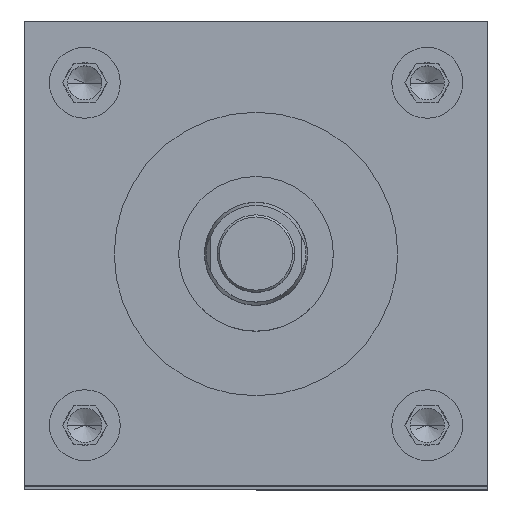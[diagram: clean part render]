
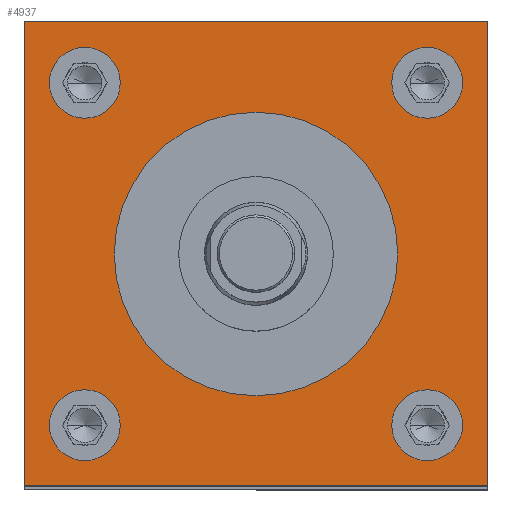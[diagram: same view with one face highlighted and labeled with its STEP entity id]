
A CAD part, top view. The second image highlights one B-rep face of the part: STEP entity #4937.
In plain terms, the highlighted planar face has unit normal (0, 0, 1).
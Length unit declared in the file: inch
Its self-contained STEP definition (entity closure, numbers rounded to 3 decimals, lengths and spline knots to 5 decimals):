
#2 = AXIS2_PLACEMENT_3D ( 'NONE', #3933, #6082, #6114 ) ;
#15 = VECTOR ( 'NONE', #4818, 39.37008 ) ;
#23 = VERTEX_POINT ( 'NONE', #6860 ) ;
#62 = VERTEX_POINT ( 'NONE', #3097 ) ;
#212 = EDGE_LOOP ( 'NONE', ( #2987, #7032 ) ) ;
#238 = CARTESIAN_POINT ( 'NONE',  ( -2.25, -2.25, 22.25 ) ) ;
#252 = ORIENTED_EDGE ( 'NONE', *, *, #7016, .F. ) ;
#258 = CARTESIAN_POINT ( 'NONE',  ( -2.25, 2.25, 22.25 ) ) ;
#274 = LINE ( 'NONE', #238, #6554 ) ;
#291 = DIRECTION ( 'NONE',  ( 0., 0., 1. ) ) ;
#295 = CARTESIAN_POINT ( 'NONE',  ( -1.66, 1.66, 22.25 ) ) ;
#311 = DIRECTION ( 'NONE',  ( 1., 0., 0. ) ) ;
#318 = DIRECTION ( 'NONE',  ( 1., 0., 0. ) ) ;
#370 = CARTESIAN_POINT ( 'NONE',  ( -1.3165, -1.66, 22.25 ) ) ;
#378 = CARTESIAN_POINT ( 'NONE',  ( 1.375, 0., 22.25 ) ) ;
#466 = CIRCLE ( 'NONE', #6456, 0.3435 ) ;
#482 = EDGE_LOOP ( 'NONE', ( #4705, #4056 ) ) ;
#500 = VERTEX_POINT ( 'NONE', #1905 ) ;
#631 = CARTESIAN_POINT ( 'NONE',  ( -2.0035, 1.66, 22.25 ) ) ;
#659 = CARTESIAN_POINT ( 'NONE',  ( -2.25, 2.25, 22.25 ) ) ;
#876 = LINE ( 'NONE', #3117, #15 ) ;
#888 = EDGE_CURVE ( 'NONE', #6300, #2038, #7131, .T. ) ;
#916 = CARTESIAN_POINT ( 'NONE',  ( 2.0035, -1.66, 22.25 ) ) ;
#983 = VECTOR ( 'NONE', #6135, 39.37008 ) ;
#1335 = AXIS2_PLACEMENT_3D ( 'NONE', #295, #3668, #2016 ) ;
#1347 = EDGE_CURVE ( 'NONE', #2038, #6300, #1738, .T. ) ;
#1358 = AXIS2_PLACEMENT_3D ( 'NONE', #659, #6048, #4946 ) ;
#1440 = DIRECTION ( 'NONE',  ( 1., 0., 0. ) ) ;
#1593 = AXIS2_PLACEMENT_3D ( 'NONE', #4743, #6914, #318 ) ;
#1695 = FACE_BOUND ( 'NONE', #3311, .T. ) ;
#1738 = CIRCLE ( 'NONE', #4441, 0.3435 ) ;
#1784 = VERTEX_POINT ( 'NONE', #5794 ) ;
#1864 = EDGE_CURVE ( 'NONE', #5656, #4540, #2008, .T. ) ;
#1868 = DIRECTION ( 'NONE',  ( 1., 0., 0. ) ) ;
#1880 = CARTESIAN_POINT ( 'NONE',  ( 0., 0., 22.25 ) ) ;
#1881 = CIRCLE ( 'NONE', #2702, 1.375 ) ;
#1905 = CARTESIAN_POINT ( 'NONE',  ( -1.375, 0., 22.25 ) ) ;
#1913 = CARTESIAN_POINT ( 'NONE',  ( 1.3165, 1.66, 22.25 ) ) ;
#2008 = CIRCLE ( 'NONE', #1335, 0.3435 ) ;
#2016 = DIRECTION ( 'NONE',  ( 1., 0., 0. ) ) ;
#2038 = VERTEX_POINT ( 'NONE', #3554 ) ;
#2141 = FACE_OUTER_BOUND ( 'NONE', #6384, .T. ) ;
#2160 = CARTESIAN_POINT ( 'NONE',  ( 2.25, -2.25, 22.25 ) ) ;
#2220 = DIRECTION ( 'NONE',  ( 0., 0., 1. ) ) ;
#2308 = LINE ( 'NONE', #6067, #983 ) ;
#2310 = ORIENTED_EDGE ( 'NONE', *, *, #3593, .F. ) ;
#2320 = AXIS2_PLACEMENT_3D ( 'NONE', #4957, #2220, #5057 ) ;
#2333 = VERTEX_POINT ( 'NONE', #370 ) ;
#2368 = DIRECTION ( 'NONE',  ( 0., 0., 1. ) ) ;
#2488 = VECTOR ( 'NONE', #3666, 39.37008 ) ;
#2541 = CIRCLE ( 'NONE', #2, 0.3435 ) ;
#2563 = EDGE_CURVE ( 'NONE', #1784, #2333, #6221, .T. ) ;
#2575 = DIRECTION ( 'NONE',  ( 0., 0., 1. ) ) ;
#2668 = CIRCLE ( 'NONE', #2320, 0.3435 ) ;
#2702 = AXIS2_PLACEMENT_3D ( 'NONE', #4434, #7029, #4864 ) ;
#2982 = EDGE_LOOP ( 'NONE', ( #2310, #252 ) ) ;
#2987 = ORIENTED_EDGE ( 'NONE', *, *, #888, .F. ) ;
#3097 = CARTESIAN_POINT ( 'NONE',  ( -2.25, -2.25, 22.25 ) ) ;
#3117 = CARTESIAN_POINT ( 'NONE',  ( 2.25, -2.25, 22.25 ) ) ;
#3218 = DIRECTION ( 'NONE',  ( 0., 0., 1. ) ) ;
#3311 = EDGE_LOOP ( 'NONE', ( #5452, #5662 ) ) ;
#3439 = VERTEX_POINT ( 'NONE', #4005 ) ;
#3500 = CARTESIAN_POINT ( 'NONE',  ( 1.66, -1.66, 22.25 ) ) ;
#3524 = LINE ( 'NONE', #258, #2488 ) ;
#3554 = CARTESIAN_POINT ( 'NONE',  ( 1.3165, -1.66, 22.25 ) ) ;
#3555 = DIRECTION ( 'NONE',  ( 0., 0., 1. ) ) ;
#3593 = EDGE_CURVE ( 'NONE', #6016, #500, #6285, .T. ) ;
#3630 = VERTEX_POINT ( 'NONE', #1913 ) ;
#3666 = DIRECTION ( 'NONE',  ( -1., 0., 0. ) ) ;
#3668 = DIRECTION ( 'NONE',  ( 0., 0., 1. ) ) ;
#3684 = DIRECTION ( 'NONE',  ( 1., 0., 0. ) ) ;
#3749 = VERTEX_POINT ( 'NONE', #4000 ) ;
#3813 = EDGE_CURVE ( 'NONE', #23, #3749, #3524, .T. ) ;
#3933 = CARTESIAN_POINT ( 'NONE',  ( -1.66, 1.66, 22.25 ) ) ;
#4000 = CARTESIAN_POINT ( 'NONE',  ( -2.25, 2.25, 22.25 ) ) ;
#4005 = CARTESIAN_POINT ( 'NONE',  ( 2.0035, 1.66, 22.25 ) ) ;
#4056 = ORIENTED_EDGE ( 'NONE', *, *, #2563, .F. ) ;
#4082 = EDGE_LOOP ( 'NONE', ( #6302, #4382 ) ) ;
#4153 = EDGE_CURVE ( 'NONE', #3749, #62, #2308, .T. ) ;
#4163 = AXIS2_PLACEMENT_3D ( 'NONE', #6378, #291, #1868 ) ;
#4382 = ORIENTED_EDGE ( 'NONE', *, *, #4544, .F. ) ;
#4434 = CARTESIAN_POINT ( 'NONE',  ( 0., 0., 22.25 ) ) ;
#4441 = AXIS2_PLACEMENT_3D ( 'NONE', #3500, #2368, #4598 ) ;
#4448 = FACE_BOUND ( 'NONE', #2982, .T. ) ;
#4473 = EDGE_CURVE ( 'NONE', #5293, #23, #876, .T. ) ;
#4540 = VERTEX_POINT ( 'NONE', #631 ) ;
#4544 = EDGE_CURVE ( 'NONE', #3630, #3439, #2668, .T. ) ;
#4598 = DIRECTION ( 'NONE',  ( 1., 0., 0. ) ) ;
#4673 = ORIENTED_EDGE ( 'NONE', *, *, #4153, .T. ) ;
#4705 = ORIENTED_EDGE ( 'NONE', *, *, #4842, .F. ) ;
#4743 = CARTESIAN_POINT ( 'NONE',  ( 1.66, -1.66, 22.25 ) ) ;
#4807 = AXIS2_PLACEMENT_3D ( 'NONE', #1880, #2575, #1440 ) ;
#4818 = DIRECTION ( 'NONE',  ( 0., 1., 0. ) ) ;
#4842 = EDGE_CURVE ( 'NONE', #2333, #1784, #5049, .T. ) ;
#4864 = DIRECTION ( 'NONE',  ( 1., 0., 0. ) ) ;
#4937 = ADVANCED_FACE ( 'NONE', ( #5610, #5503, #6149, #1695, #4448, #2141 ), #6567, .F. ) ;
#4946 = DIRECTION ( 'NONE',  ( -1., 0., 0. ) ) ;
#4953 = EDGE_CURVE ( 'NONE', #4540, #5656, #2541, .T. ) ;
#4957 = CARTESIAN_POINT ( 'NONE',  ( 1.66, 1.66, 22.25 ) ) ;
#5049 = CIRCLE ( 'NONE', #5614, 0.3435 ) ;
#5057 = DIRECTION ( 'NONE',  ( 1., 0., 0. ) ) ;
#5205 = CARTESIAN_POINT ( 'NONE',  ( 1.66, 1.66, 22.25 ) ) ;
#5293 = VERTEX_POINT ( 'NONE', #2160 ) ;
#5298 = DIRECTION ( 'NONE',  ( 1., 0., 0. ) ) ;
#5452 = ORIENTED_EDGE ( 'NONE', *, *, #1864, .F. ) ;
#5500 = EDGE_CURVE ( 'NONE', #3439, #3630, #466, .T. ) ;
#5503 = FACE_BOUND ( 'NONE', #4082, .T. ) ;
#5580 = ORIENTED_EDGE ( 'NONE', *, *, #3813, .T. ) ;
#5610 = FACE_BOUND ( 'NONE', #212, .T. ) ;
#5614 = AXIS2_PLACEMENT_3D ( 'NONE', #5944, #3218, #3684 ) ;
#5656 = VERTEX_POINT ( 'NONE', #5880 ) ;
#5662 = ORIENTED_EDGE ( 'NONE', *, *, #4953, .F. ) ;
#5794 = CARTESIAN_POINT ( 'NONE',  ( -2.0035, -1.66, 22.25 ) ) ;
#5880 = CARTESIAN_POINT ( 'NONE',  ( -1.3165, 1.66, 22.25 ) ) ;
#5904 = EDGE_CURVE ( 'NONE', #62, #5293, #274, .T. ) ;
#5944 = CARTESIAN_POINT ( 'NONE',  ( -1.66, -1.66, 22.25 ) ) ;
#6016 = VERTEX_POINT ( 'NONE', #378 ) ;
#6048 = DIRECTION ( 'NONE',  ( 0., 0., -1. ) ) ;
#6067 = CARTESIAN_POINT ( 'NONE',  ( -2.25, -2.25, 22.25 ) ) ;
#6082 = DIRECTION ( 'NONE',  ( 0., 0., 1. ) ) ;
#6114 = DIRECTION ( 'NONE',  ( 1., 0., 0. ) ) ;
#6135 = DIRECTION ( 'NONE',  ( 0., -1., 0. ) ) ;
#6149 = FACE_BOUND ( 'NONE', #482, .T. ) ;
#6221 = CIRCLE ( 'NONE', #4163, 0.3435 ) ;
#6285 = CIRCLE ( 'NONE', #4807, 1.375 ) ;
#6300 = VERTEX_POINT ( 'NONE', #916 ) ;
#6302 = ORIENTED_EDGE ( 'NONE', *, *, #5500, .F. ) ;
#6378 = CARTESIAN_POINT ( 'NONE',  ( -1.66, -1.66, 22.25 ) ) ;
#6384 = EDGE_LOOP ( 'NONE', ( #4673, #6793, #6640, #5580 ) ) ;
#6456 = AXIS2_PLACEMENT_3D ( 'NONE', #5205, #3555, #5298 ) ;
#6554 = VECTOR ( 'NONE', #311, 39.37008 ) ;
#6567 = PLANE ( 'NONE',  #1358 ) ;
#6640 = ORIENTED_EDGE ( 'NONE', *, *, #4473, .T. ) ;
#6793 = ORIENTED_EDGE ( 'NONE', *, *, #5904, .T. ) ;
#6860 = CARTESIAN_POINT ( 'NONE',  ( 2.25, 2.25, 22.25 ) ) ;
#6914 = DIRECTION ( 'NONE',  ( 0., 0., 1. ) ) ;
#7016 = EDGE_CURVE ( 'NONE', #500, #6016, #1881, .T. ) ;
#7029 = DIRECTION ( 'NONE',  ( 0., 0., 1. ) ) ;
#7032 = ORIENTED_EDGE ( 'NONE', *, *, #1347, .F. ) ;
#7131 = CIRCLE ( 'NONE', #1593, 0.3435 ) ;
